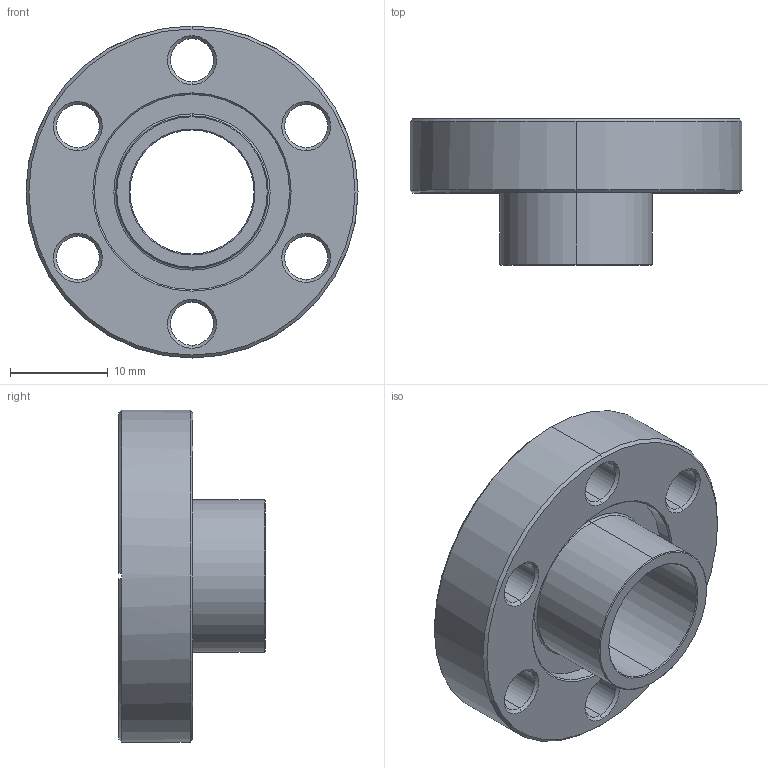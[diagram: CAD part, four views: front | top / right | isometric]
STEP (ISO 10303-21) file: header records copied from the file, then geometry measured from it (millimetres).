
FILE_DESCRIPTION (( 'STEP AP214' ), '1' );
FILE_NAME ('Hositrad_CF16-13-RX.STEP', '2017-05-01T08:04:10', ( 'Gebruiker' ), ( '' ), 'SwSTEP 2.0', 'SolidWorks 2017', '' );
FILE_SCHEMA (( 'AUTOMOTIVE_DESIGN' ));
Length unit declared in the file: millimetre
Products named in the file (3): Hositrad_CF16-13-RX; NW16CF-Innerring_CF16-13-RX; NW16CF-Outerring
Assembly tree (2 placements, depth 2):
  Hositrad_CF16-13-RX
    NW16CF-Innerring_CF16-13-RX
    NW16CF-Outerring
Bounding box: 34 x 15 x 34 mm (x, y, z)
Volume: 5218.9 mm3; surface area: 4672 mm2
Topology: 2 solids, 2 shells, 85 faces, 192 edges, 112 vertices
Faces by surface type: cone 46, cylinder 24, plane 13, torus 2
Entity records: 2540 total; most frequent: DIRECTION 470, CARTESIAN_POINT 418, ORIENTED_EDGE 384, AXIS2_PLACEMENT_3D 196, EDGE_CURVE 192, VERTEX_POINT 112, CIRCLE 106, EDGE_LOOP 102
